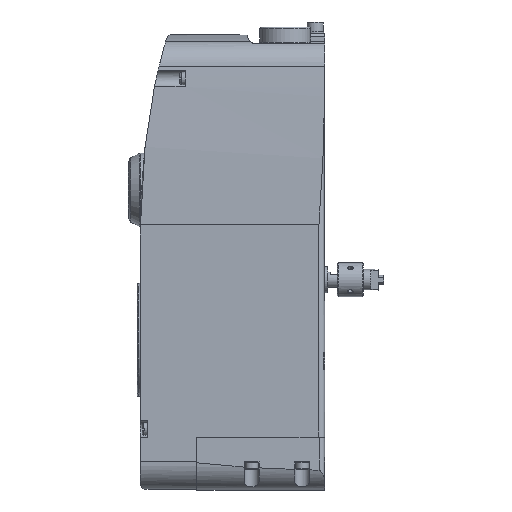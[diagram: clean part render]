
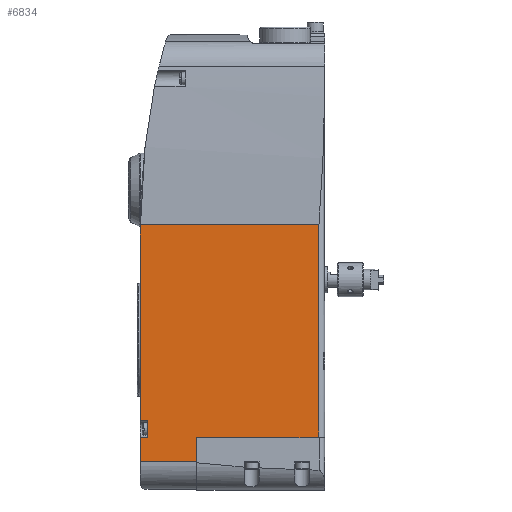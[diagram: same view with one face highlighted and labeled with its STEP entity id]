
A CAD part, left-side view. The second image highlights one B-rep face of the part: STEP entity #6834.
In plain terms, the highlighted planar face has unit normal (-1, 0, 0).
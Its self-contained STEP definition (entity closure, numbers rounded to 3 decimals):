
#355=LINE('',#10332,#891);
#366=LINE('',#10400,#902);
#373=LINE('',#10420,#909);
#375=LINE('',#10424,#911);
#376=LINE('',#10426,#912);
#377=LINE('',#10428,#913);
#378=LINE('',#10429,#914);
#379=LINE('',#10431,#915);
#380=LINE('',#10433,#916);
#381=LINE('',#10435,#917);
#382=LINE('',#10437,#918);
#383=LINE('',#10439,#919);
#384=LINE('',#10441,#920);
#385=LINE('',#10443,#921);
#386=LINE('',#10445,#922);
#387=LINE('',#10447,#923);
#388=LINE('',#10449,#924);
#389=LINE('',#10450,#925);
#891=VECTOR('',#8176,1000.);
#902=VECTOR('',#8217,1000.);
#909=VECTOR('',#8230,1000.);
#911=VECTOR('',#8234,1000.);
#912=VECTOR('',#8235,1000.);
#913=VECTOR('',#8236,1000.);
#914=VECTOR('',#8237,1000.);
#915=VECTOR('',#8238,1000.);
#916=VECTOR('',#8239,1000.);
#917=VECTOR('',#8240,1000.);
#918=VECTOR('',#8241,1000.);
#919=VECTOR('',#8242,1000.);
#920=VECTOR('',#8243,1000.);
#921=VECTOR('',#8244,1000.);
#922=VECTOR('',#8245,1000.);
#923=VECTOR('',#8246,1000.);
#924=VECTOR('',#8247,1000.);
#925=VECTOR('',#8248,1000.);
#1487=ORIENTED_EDGE('',*,*,#3369,.F.);
#1488=ORIENTED_EDGE('',*,*,#3370,.F.);
#1489=ORIENTED_EDGE('',*,*,#3371,.F.);
#1490=ORIENTED_EDGE('',*,*,#3367,.F.);
#1491=ORIENTED_EDGE('',*,*,#3372,.T.);
#1492=ORIENTED_EDGE('',*,*,#3373,.T.);
#1493=ORIENTED_EDGE('',*,*,#3374,.T.);
#1494=ORIENTED_EDGE('',*,*,#3375,.F.);
#1495=ORIENTED_EDGE('',*,*,#3376,.T.);
#1496=ORIENTED_EDGE('',*,*,#3377,.T.);
#1497=ORIENTED_EDGE('',*,*,#3378,.T.);
#1498=ORIENTED_EDGE('',*,*,#3379,.F.);
#1499=ORIENTED_EDGE('',*,*,#3380,.T.);
#1500=ORIENTED_EDGE('',*,*,#3381,.T.);
#1501=ORIENTED_EDGE('',*,*,#3382,.T.);
#1502=ORIENTED_EDGE('',*,*,#3332,.F.);
#1503=ORIENTED_EDGE('',*,*,#3383,.F.);
#1504=ORIENTED_EDGE('',*,*,#3384,.F.);
#1505=ORIENTED_EDGE('',*,*,#3357,.F.);
#3332=EDGE_CURVE('',#4274,#4275,#355,.T.);
#3357=EDGE_CURVE('',#4296,#4297,#366,.T.);
#3367=EDGE_CURVE('',#4306,#4307,#373,.T.);
#3369=EDGE_CURVE('',#4308,#4296,#375,.T.);
#3370=EDGE_CURVE('',#4309,#4308,#376,.T.);
#3371=EDGE_CURVE('',#4307,#4309,#377,.T.);
#3372=EDGE_CURVE('',#4306,#4310,#378,.T.);
#3373=EDGE_CURVE('',#4310,#4311,#379,.T.);
#3374=EDGE_CURVE('',#4311,#4312,#380,.T.);
#3375=EDGE_CURVE('',#4313,#4312,#381,.T.);
#3376=EDGE_CURVE('',#4313,#4314,#382,.T.);
#3377=EDGE_CURVE('',#4314,#4315,#383,.T.);
#3378=EDGE_CURVE('',#4315,#4316,#384,.T.);
#3379=EDGE_CURVE('',#4317,#4316,#385,.T.);
#3380=EDGE_CURVE('',#4317,#4318,#386,.T.);
#3381=EDGE_CURVE('',#4318,#4319,#387,.T.);
#3382=EDGE_CURVE('',#4319,#4275,#388,.T.);
#3383=EDGE_CURVE('',#4320,#4274,#389,.T.);
#3384=EDGE_CURVE('',#4297,#4320,#4959,.T.);
#4274=VERTEX_POINT('',#10331);
#4275=VERTEX_POINT('',#10333);
#4296=VERTEX_POINT('',#10399);
#4297=VERTEX_POINT('',#10401);
#4306=VERTEX_POINT('',#10419);
#4307=VERTEX_POINT('',#10421);
#4308=VERTEX_POINT('',#10425);
#4309=VERTEX_POINT('',#10427);
#4310=VERTEX_POINT('',#10430);
#4311=VERTEX_POINT('',#10432);
#4312=VERTEX_POINT('',#10434);
#4313=VERTEX_POINT('',#10436);
#4314=VERTEX_POINT('',#10438);
#4315=VERTEX_POINT('',#10440);
#4316=VERTEX_POINT('',#10442);
#4317=VERTEX_POINT('',#10444);
#4318=VERTEX_POINT('',#10446);
#4319=VERTEX_POINT('',#10448);
#4320=VERTEX_POINT('',#10451);
#4959=CIRCLE('',#7370,500.);
#5261=EDGE_LOOP('',(#1487,#1488,#1489,#1490,#1491,#1492,#1493,#1494,#1495,
#1496,#1497,#1498,#1499,#1500,#1501,#1502,#1503,#1504,#1505));
#5919=FACE_BOUND('',#5261,.T.);
#6567=PLANE('',#7369);
#6834=ADVANCED_FACE('',(#5919),#6567,.F.);
#7369=AXIS2_PLACEMENT_3D('',#10423,#8232,#8233);
#7370=AXIS2_PLACEMENT_3D('',#10452,#8249,#8250);
#8176=DIRECTION('',(0.,0.,-1.));
#8217=DIRECTION('',(0.,0.,1.));
#8230=DIRECTION('',(0.,0.,1.));
#8232=DIRECTION('',(1.,0.,0.));
#8233=DIRECTION('',(0.,0.,-1.));
#8234=DIRECTION('',(0.,1.,0.));
#8235=DIRECTION('',(0.,0.,1.));
#8236=DIRECTION('',(0.,-1.,0.));
#8237=DIRECTION('',(0.,-1.,0.));
#8238=DIRECTION('',(0.,0.,1.));
#8239=DIRECTION('',(0.,-1.,0.));
#8240=DIRECTION('',(0.,0.,1.));
#8241=DIRECTION('',(0.,-1.,0.));
#8242=DIRECTION('',(0.,0.,1.));
#8243=DIRECTION('',(0.,-1.,0.));
#8244=DIRECTION('',(0.,0.,1.));
#8245=DIRECTION('',(0.,-1.,0.));
#8246=DIRECTION('',(0.,0.,1.));
#8247=DIRECTION('',(0.,-1.,0.));
#8248=DIRECTION('',(0.,-1.,0.));
#8249=DIRECTION('',(1.,0.,0.));
#8250=DIRECTION('',(0.,0.,-1.));
#10331=CARTESIAN_POINT('',(-52.,3.,29.716));
#10332=CARTESIAN_POINT('',(-52.,3.,130.));
#10333=CARTESIAN_POINT('',(-52.,3.,-84.));
#10399=CARTESIAN_POINT('',(-52.,98.4,-75.4));
#10400=CARTESIAN_POINT('',(-52.,98.4,-112.));
#10401=CARTESIAN_POINT('',(-52.,98.4,21.));
#10419=CARTESIAN_POINT('',(-52.,98.4,-97.));
#10420=CARTESIAN_POINT('',(-52.,98.4,-112.));
#10421=CARTESIAN_POINT('',(-52.,98.4,-84.1));
#10423=CARTESIAN_POINT('',(-52.,98.4,-112.));
#10424=CARTESIAN_POINT('',(-52.,98.4,-75.4));
#10425=CARTESIAN_POINT('',(-52.,94.4,-75.4));
#10426=CARTESIAN_POINT('',(-52.,94.4,-112.));
#10427=CARTESIAN_POINT('',(-52.,94.4,-84.1));
#10428=CARTESIAN_POINT('',(-52.,98.4,-84.1));
#10429=CARTESIAN_POINT('',(-52.,98.4,-97.));
#10430=CARTESIAN_POINT('',(-52.,68.4,-97.));
#10431=CARTESIAN_POINT('',(-52.,68.4,-112.));
#10432=CARTESIAN_POINT('',(-52.,68.4,-84.));
#10433=CARTESIAN_POINT('',(-52.,68.4,-84.));
#10434=CARTESIAN_POINT('',(-52.,43.5,-84.));
#10435=CARTESIAN_POINT('',(-52.,43.5,-84.3));
#10436=CARTESIAN_POINT('',(-52.,43.5,-84.3));
#10437=CARTESIAN_POINT('',(-52.,43.5,-84.3));
#10438=CARTESIAN_POINT('',(-52.,34.5,-84.3));
#10439=CARTESIAN_POINT('',(-52.,34.5,-84.3));
#10440=CARTESIAN_POINT('',(-52.,34.5,-84.));
#10441=CARTESIAN_POINT('',(-52.,68.4,-84.));
#10442=CARTESIAN_POINT('',(-52.,16.5,-84.));
#10443=CARTESIAN_POINT('',(-52.,16.5,-84.3));
#10444=CARTESIAN_POINT('',(-52.,16.5,-84.3));
#10445=CARTESIAN_POINT('',(-52.,16.5,-84.3));
#10446=CARTESIAN_POINT('',(-52.,7.5,-84.3));
#10447=CARTESIAN_POINT('',(-52.,7.5,-84.3));
#10448=CARTESIAN_POINT('',(-52.,7.5,-84.));
#10449=CARTESIAN_POINT('',(-52.,68.4,-84.));
#10450=CARTESIAN_POINT('',(-52.,98.4,29.716));
#10451=CARTESIAN_POINT('',(-52.,98.324,29.716));
#10452=CARTESIAN_POINT('',(-52.,-401.6,20.998));
